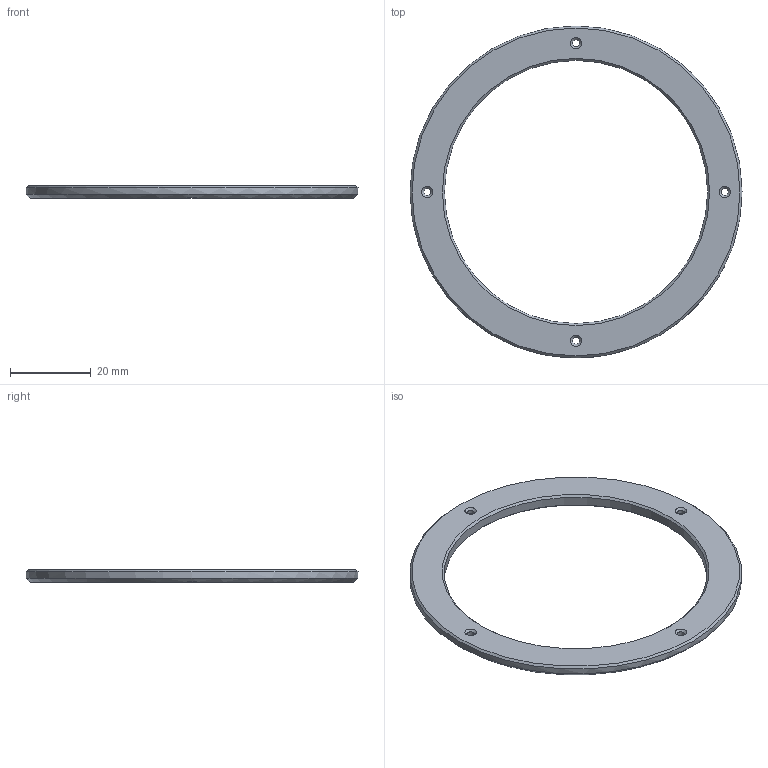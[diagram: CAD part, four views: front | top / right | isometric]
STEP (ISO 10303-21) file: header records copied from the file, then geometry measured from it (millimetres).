
FILE_DESCRIPTION(/* description */ ('Unknown'),/* implementation_level */ '2;1');
FILE_NAME(/* name */ 'nishiKodak-fujiGFX_mountCap',/* time_stamp */ '2025-04-08T09:56:49-10:00',/* author */ ('Unknown'),/* organization */ ('Unknown'),/* preprocessor_version */ 'ST-DEVELOPER v18.1',/* originating_system */ 'Solid Edge',/* authorisation */ 'Unknown');
FILE_SCHEMA (('AUTOMOTIVE_DESIGN {1 0 10303 214 3 1 1}'));
Length unit declared in the file: millimetre
Products named in the file (2): nishiKodak; nishiKodak_GFX_mountCap
Assembly tree (1 placements, depth 2):
  nishiKodak
    nishiKodak_GFX_mountCap
Bounding box: 82 x 82 x 3 mm (x, y, z)
Volume: 5524 mm3; surface area: 5056.6 mm2
Topology: 1 solids, 1 shells, 29 faces, 81 edges, 55 vertices
Faces by surface type: cone 12, plane 9, cylinder 8
Full cylindrical faces by diameter (mm): 1.8 x4, 65 x1, 82 x1
Entity records: 793 total; most frequent: DIRECTION 140, CARTESIAN_POINT 129, ORIENTED_EDGE 94, AXIS2_PLACEMENT_3D 66, EDGE_LOOP 58, FACE_BOUND 58, EDGE_CURVE 47, VERTEX_POINT 39
